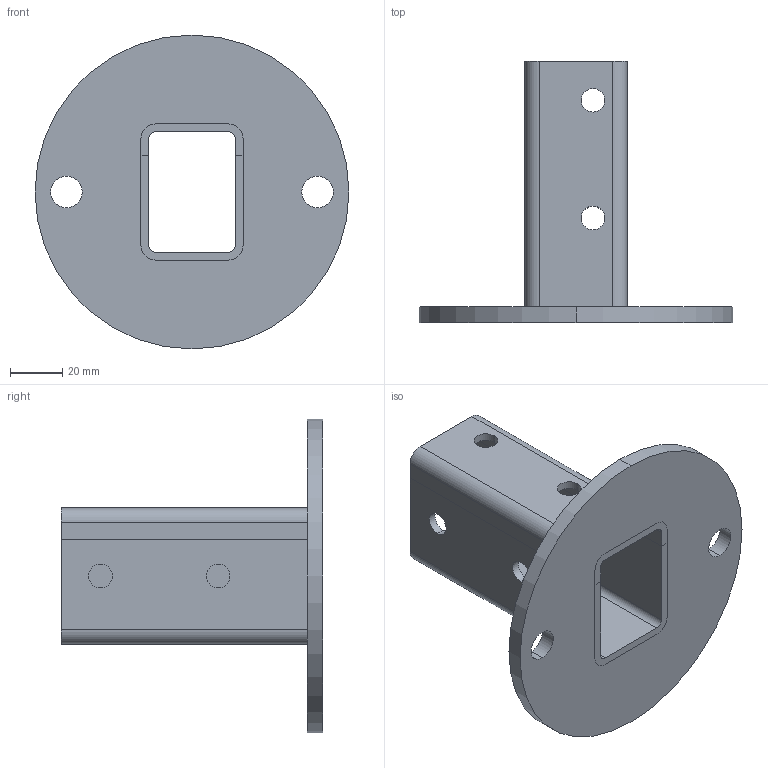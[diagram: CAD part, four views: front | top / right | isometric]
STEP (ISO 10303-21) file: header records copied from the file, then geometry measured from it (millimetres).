
FILE_DESCRIPTION (( 'STEP AP203' ), '1' );
FILE_NAME ('084.410.005.STEP', '2015-02-10T15:31:25', ( '' ), ( '' ), 'SwSTEP 2.0', 'SolidWorks 2012', '' );
FILE_SCHEMA (( 'CONFIG_CONTROL_DESIGN' ));
Length unit declared in the file: millimetre
Products named in the file (1): 084.410.005
Bounding box: 120 x 100 x 120 mm (x, y, z)
Volume: 102283.7 mm3; surface area: 56463.6 mm2
Topology: 3 solids, 3 shells, 56 faces, 150 edges, 100 vertices
Faces by surface type: cylinder 30, plane 26
Entity records: 1883 total; most frequent: DIRECTION 324, CARTESIAN_POINT 307, ORIENTED_EDGE 300, EDGE_CURVE 150, AXIS2_PLACEMENT_3D 117, VERTEX_POINT 100, LINE 90, VECTOR 90
